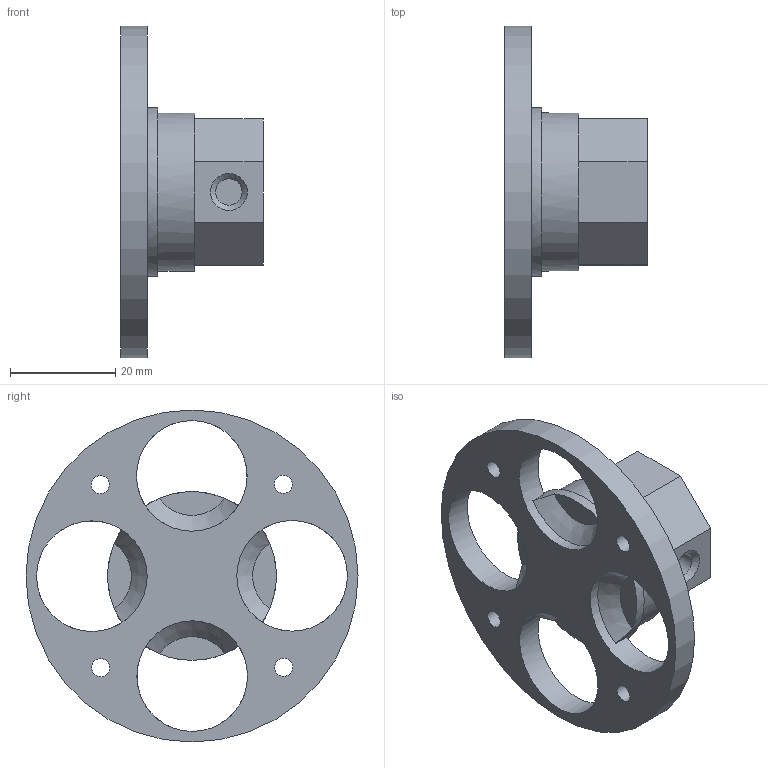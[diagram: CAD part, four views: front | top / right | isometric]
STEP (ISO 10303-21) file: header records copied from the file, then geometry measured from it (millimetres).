
FILE_DESCRIPTION(/* description */ (''),/* implementation_level */ '2;1');
FILE_NAME(/* name */ 'carriage_front.step',/* time_stamp */ '2026-02-16T15:28:13-08:00',/* author */ (''),/* organization */ (''),/* preprocessor_version */ 'ST-DEVELOPER v20.1',/* originating_system */ 'Autodesk Translation Framework v14.24.0.0',/* authorisation */ '');
FILE_SCHEMA (('AUTOMOTIVE_DESIGN { 1 0 10303 214 3 1 1 }'));
Length unit declared in the file: millimetre
Products named in the file (4): Manuel 1.0; V4 robot arm; Shoulder; Carriage front
Assembly tree (3 placements, depth 4):
  Manuel 1.0
    V4 robot arm
      Shoulder
        Carriage front
Bounding box: 27 x 63 x 63 mm (x, y, z)
Volume: 23079.6 mm3; surface area: 8928.4 mm2
Topology: 1 solids, 1 shells, 76 faces, 188 edges, 119 vertices
Faces by surface type: plane 55, cylinder 14, cone 7
Full cylindrical faces by diameter (mm): 3.4 x4, 5 x3, 21 x4, 30 x1, 32 x1, 63 x1
Entity records: 2395 total; most frequent: CARTESIAN_POINT 430, DIRECTION 405, ORIENTED_EDGE 376, EDGE_CURVE 188, AXIS2_PLACEMENT_3D 142, LINE 121, VECTOR 121, VERTEX_POINT 119
